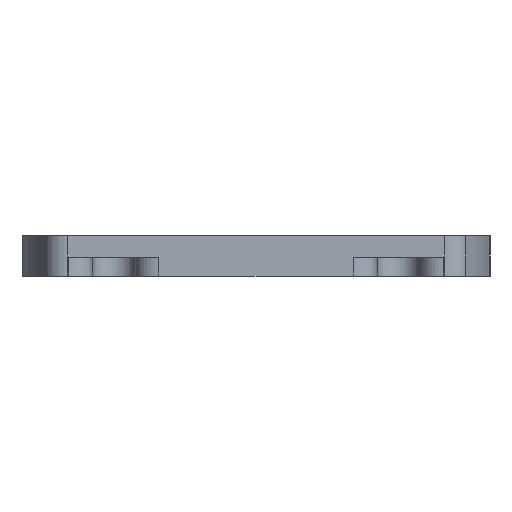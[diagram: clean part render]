
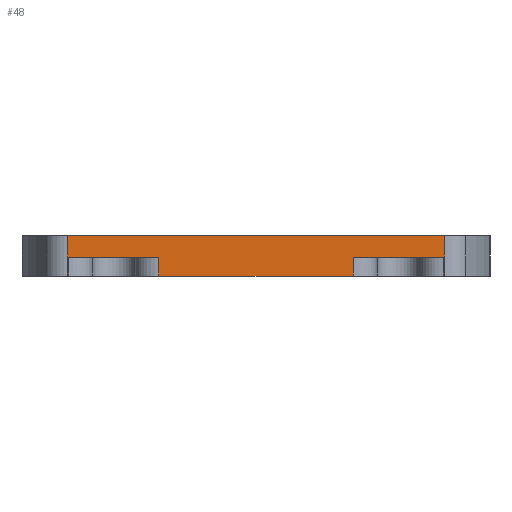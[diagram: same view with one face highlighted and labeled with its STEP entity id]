
A CAD part, front view. The second image highlights one B-rep face of the part: STEP entity #48.
In plain terms, the highlighted planar face has unit normal (0, -1, 0).
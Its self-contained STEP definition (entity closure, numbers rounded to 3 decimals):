
#45 = ORIENTED_EDGE ( 'NONE', *, *, #3864, .T. ) ;
#48 = ADVANCED_FACE ( 'NONE', ( #4012 ), #1994, .F. ) ;
#65 = LINE ( 'NONE', #4237, #560 ) ;
#79 = DIRECTION ( 'NONE',  ( -1., 0., 0. ) ) ;
#85 = EDGE_CURVE ( 'NONE', #4913, #1261, #1990, .T. ) ;
#154 = VECTOR ( 'NONE', #4990, 1000. ) ;
#228 = LINE ( 'NONE', #3941, #965 ) ;
#282 = VERTEX_POINT ( 'NONE', #4415 ) ;
#380 = CARTESIAN_POINT ( 'NONE',  ( -85.417, -52., 0. ) ) ;
#444 = DIRECTION ( 'NONE',  ( 0., 0., 1. ) ) ;
#455 = LINE ( 'NONE', #1663, #3887 ) ;
#461 = VERTEX_POINT ( 'NONE', #3488 ) ;
#470 = VERTEX_POINT ( 'NONE', #4660 ) ;
#489 = CARTESIAN_POINT ( 'NONE',  ( -85.417, -52., 8. ) ) ;
#501 = EDGE_CURVE ( 'NONE', #1658, #1459, #3539, .T. ) ;
#545 = ORIENTED_EDGE ( 'NONE', *, *, #4359, .F. ) ;
#560 = VECTOR ( 'NONE', #1598, 1000. ) ;
#568 = CARTESIAN_POINT ( 'NONE',  ( 41.106, -52., 0. ) ) ;
#745 = ORIENTED_EDGE ( 'NONE', *, *, #2092, .F. ) ;
#857 = LINE ( 'NONE', #489, #3686 ) ;
#907 = LINE ( 'NONE', #4358, #4573 ) ;
#965 = VECTOR ( 'NONE', #79, 1000. ) ;
#970 = ORIENTED_EDGE ( 'NONE', *, *, #3721, .F. ) ;
#974 = VERTEX_POINT ( 'NONE', #3466 ) ;
#1055 = EDGE_CURVE ( 'NONE', #461, #470, #455, .T. ) ;
#1114 = CARTESIAN_POINT ( 'NONE',  ( -78.894, -52., 0. ) ) ;
#1228 = VERTEX_POINT ( 'NONE', #4908 ) ;
#1261 = VERTEX_POINT ( 'NONE', #4891 ) ;
#1289 = EDGE_LOOP ( 'NONE', ( #745, #3600, #545, #4265, #45, #1520, #3698, #4634, #3678, #1788, #970, #4502 ) ) ;
#1296 = VERTEX_POINT ( 'NONE', #4385 ) ;
#1443 = VECTOR ( 'NONE', #4648, 1000. ) ;
#1459 = VERTEX_POINT ( 'NONE', #3418 ) ;
#1520 = ORIENTED_EDGE ( 'NONE', *, *, #85, .T. ) ;
#1598 = DIRECTION ( 'NONE',  ( -1., 0., 0. ) ) ;
#1605 = LINE ( 'NONE', #3863, #2022 ) ;
#1642 = CARTESIAN_POINT ( 'NONE',  ( -85.417, -52., 0. ) ) ;
#1658 = VERTEX_POINT ( 'NONE', #568 ) ;
#1663 = CARTESIAN_POINT ( 'NONE',  ( 78.894, -52., 0. ) ) ;
#1724 = DIRECTION ( 'NONE',  ( 0., 0., 1. ) ) ;
#1788 = ORIENTED_EDGE ( 'NONE', *, *, #3441, .T. ) ;
#1896 = EDGE_CURVE ( 'NONE', #3387, #3117, #1605, .T. ) ;
#1913 = AXIS2_PLACEMENT_3D ( 'NONE', #1642, #2764, #444 ) ;
#1957 = DIRECTION ( 'NONE',  ( 0., 0., 1. ) ) ;
#1967 = VECTOR ( 'NONE', #4379, 1000. ) ;
#1990 = LINE ( 'NONE', #2820, #1443 ) ;
#1994 = PLANE ( 'NONE',  #1913 ) ;
#2022 = VECTOR ( 'NONE', #1957, 1000. ) ;
#2092 = EDGE_CURVE ( 'NONE', #461, #1459, #2867, .T. ) ;
#2331 = CARTESIAN_POINT ( 'NONE',  ( 41.106, -52., 0. ) ) ;
#2422 = CARTESIAN_POINT ( 'NONE',  ( -78.894, -52., 8. ) ) ;
#2517 = EDGE_CURVE ( 'NONE', #3387, #1261, #65, .T. ) ;
#2626 = EDGE_CURVE ( 'NONE', #1296, #974, #4837, .T. ) ;
#2764 = DIRECTION ( 'NONE',  ( 0., 1., 0. ) ) ;
#2820 = CARTESIAN_POINT ( 'NONE',  ( -79.599, -52., 0. ) ) ;
#2833 = DIRECTION ( 'NONE',  ( -1., 0., 0. ) ) ;
#2867 = LINE ( 'NONE', #3637, #1967 ) ;
#3113 = DIRECTION ( 'NONE',  ( 0., 0., -1. ) ) ;
#3117 = VERTEX_POINT ( 'NONE', #2422 ) ;
#3198 = VECTOR ( 'NONE', #4180, 1000. ) ;
#3387 = VERTEX_POINT ( 'NONE', #1114 ) ;
#3418 = CARTESIAN_POINT ( 'NONE',  ( 41.106, -52., 8. ) ) ;
#3441 = EDGE_CURVE ( 'NONE', #1228, #282, #4704, .T. ) ;
#3443 = VECTOR ( 'NONE', #3113, 1000. ) ;
#3466 = CARTESIAN_POINT ( 'NONE',  ( 79.599, -52., 17. ) ) ;
#3469 = EDGE_CURVE ( 'NONE', #1228, #3117, #857, .T. ) ;
#3488 = CARTESIAN_POINT ( 'NONE',  ( 78.894, -52., 8. ) ) ;
#3539 = LINE ( 'NONE', #2331, #154 ) ;
#3600 = ORIENTED_EDGE ( 'NONE', *, *, #1055, .T. ) ;
#3637 = CARTESIAN_POINT ( 'NONE',  ( -85.417, -52., 8. ) ) ;
#3678 = ORIENTED_EDGE ( 'NONE', *, *, #3469, .F. ) ;
#3686 = VECTOR ( 'NONE', #4337, 1000. ) ;
#3698 = ORIENTED_EDGE ( 'NONE', *, *, #2517, .F. ) ;
#3721 = EDGE_CURVE ( 'NONE', #1658, #282, #4758, .T. ) ;
#3863 = CARTESIAN_POINT ( 'NONE',  ( -78.894, -52., 0. ) ) ;
#3864 = EDGE_CURVE ( 'NONE', #974, #4913, #907, .T. ) ;
#3887 = VECTOR ( 'NONE', #4840, 1000. ) ;
#3941 = CARTESIAN_POINT ( 'NONE',  ( -85.417, -52., 0. ) ) ;
#4012 = FACE_OUTER_BOUND ( 'NONE', #1289, .T. ) ;
#4180 = DIRECTION ( 'NONE',  ( -1., 0., 0. ) ) ;
#4237 = CARTESIAN_POINT ( 'NONE',  ( -85.417, -52., 0. ) ) ;
#4265 = ORIENTED_EDGE ( 'NONE', *, *, #2626, .T. ) ;
#4292 = VECTOR ( 'NONE', #1724, 1000. ) ;
#4330 = CARTESIAN_POINT ( 'NONE',  ( -79.599, -52., 17. ) ) ;
#4337 = DIRECTION ( 'NONE',  ( -1., 0., 0. ) ) ;
#4358 = CARTESIAN_POINT ( 'NONE',  ( -85.417, -52., 17. ) ) ;
#4359 = EDGE_CURVE ( 'NONE', #1296, #470, #228, .T. ) ;
#4379 = DIRECTION ( 'NONE',  ( -1., 0., 0. ) ) ;
#4385 = CARTESIAN_POINT ( 'NONE',  ( 79.599, -52., 0. ) ) ;
#4391 = CARTESIAN_POINT ( 'NONE',  ( 79.599, -52., 0. ) ) ;
#4415 = CARTESIAN_POINT ( 'NONE',  ( -41.106, -52., 0. ) ) ;
#4502 = ORIENTED_EDGE ( 'NONE', *, *, #501, .T. ) ;
#4573 = VECTOR ( 'NONE', #2833, 1000. ) ;
#4634 = ORIENTED_EDGE ( 'NONE', *, *, #1896, .T. ) ;
#4648 = DIRECTION ( 'NONE',  ( 0., 0., -1. ) ) ;
#4660 = CARTESIAN_POINT ( 'NONE',  ( 78.894, -52., 0. ) ) ;
#4682 = CARTESIAN_POINT ( 'NONE',  ( -41.106, -52., 0. ) ) ;
#4704 = LINE ( 'NONE', #4682, #3443 ) ;
#4758 = LINE ( 'NONE', #380, #3198 ) ;
#4837 = LINE ( 'NONE', #4391, #4292 ) ;
#4840 = DIRECTION ( 'NONE',  ( 0., 0., -1. ) ) ;
#4891 = CARTESIAN_POINT ( 'NONE',  ( -79.599, -52., 0. ) ) ;
#4908 = CARTESIAN_POINT ( 'NONE',  ( -41.106, -52., 8. ) ) ;
#4913 = VERTEX_POINT ( 'NONE', #4330 ) ;
#4990 = DIRECTION ( 'NONE',  ( 0., 0., 1. ) ) ;
